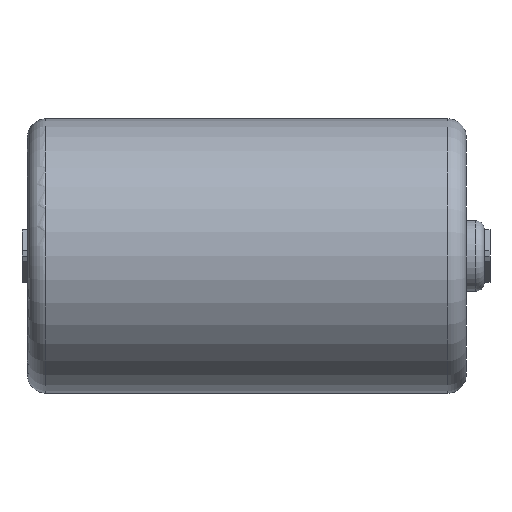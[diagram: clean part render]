
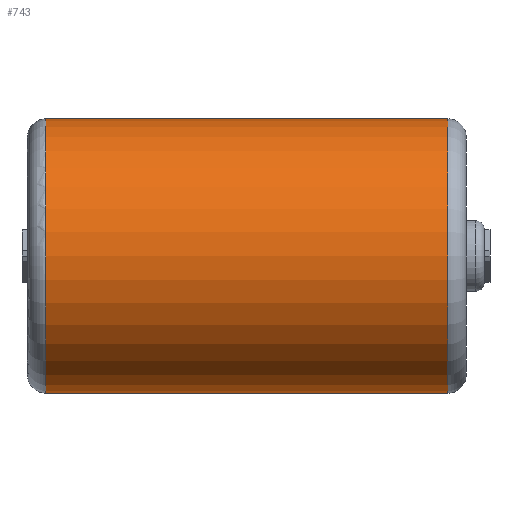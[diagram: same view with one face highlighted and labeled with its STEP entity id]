
A CAD part, front view. The second image highlights one B-rep face of the part: STEP entity #743.
In plain terms, the highlighted cylindrical face has radius 7.5 mm (diameter 15 mm), a partial arc.
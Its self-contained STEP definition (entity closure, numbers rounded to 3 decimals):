
#21 = EDGE_CURVE ( 'NONE', #909, #945, #1108, .T. ) ;
#33 = CIRCLE ( 'NONE', #747, 7.5 ) ;
#49 = LINE ( 'NONE', #1041, #534 ) ;
#55 = DIRECTION ( 'NONE',  ( 0., 0., 1. ) ) ;
#111 = VECTOR ( 'NONE', #1032, 1000. ) ;
#169 = ORIENTED_EDGE ( 'NONE', *, *, #550, .F. ) ;
#307 = ORIENTED_EDGE ( 'NONE', *, *, #574, .T. ) ;
#324 = DIRECTION ( 'NONE',  ( -1., 0., 0. ) ) ;
#340 = CARTESIAN_POINT ( 'NONE',  ( 24., 0., -7.5 ) ) ;
#420 = CARTESIAN_POINT ( 'NONE',  ( 23., 0., -7.5 ) ) ;
#438 = FACE_OUTER_BOUND ( 'NONE', #1096, .T. ) ;
#450 = CARTESIAN_POINT ( 'NONE',  ( 1., 0., 0. ) ) ;
#465 = DIRECTION ( 'NONE',  ( 0., 0., -1. ) ) ;
#484 = VERTEX_POINT ( 'NONE', #783 ) ;
#514 = CARTESIAN_POINT ( 'NONE',  ( 1., 0., -7.5 ) ) ;
#534 = VECTOR ( 'NONE', #324, 1000. ) ;
#550 = EDGE_CURVE ( 'NONE', #618, #945, #960, .T. ) ;
#574 = EDGE_CURVE ( 'NONE', #484, #909, #49, .T. ) ;
#618 = VERTEX_POINT ( 'NONE', #420 ) ;
#727 = ORIENTED_EDGE ( 'NONE', *, *, #867, .T. ) ;
#743 = ADVANCED_FACE ( 'NONE', ( #438 ), #1012, .T. ) ;
#747 = AXIS2_PLACEMENT_3D ( 'NONE', #1104, #1204, #786 ) ;
#760 = CARTESIAN_POINT ( 'NONE',  ( 24., 0., 0. ) ) ;
#783 = CARTESIAN_POINT ( 'NONE',  ( 23., 0., 7.5 ) ) ;
#786 = DIRECTION ( 'NONE',  ( 0., 0., -1. ) ) ;
#808 = AXIS2_PLACEMENT_3D ( 'NONE', #760, #1062, #55 ) ;
#822 = AXIS2_PLACEMENT_3D ( 'NONE', #450, #1166, #465 ) ;
#867 = EDGE_CURVE ( 'NONE', #618, #484, #33, .T. ) ;
#909 = VERTEX_POINT ( 'NONE', #1006 ) ;
#945 = VERTEX_POINT ( 'NONE', #514 ) ;
#960 = LINE ( 'NONE', #340, #111 ) ;
#1006 = CARTESIAN_POINT ( 'NONE',  ( 1., 0., 7.5 ) ) ;
#1012 = CYLINDRICAL_SURFACE ( 'NONE', #808, 7.5 ) ;
#1032 = DIRECTION ( 'NONE',  ( -1., 0., 0. ) ) ;
#1041 = CARTESIAN_POINT ( 'NONE',  ( 24., 0., 7.5 ) ) ;
#1062 = DIRECTION ( 'NONE',  ( -1., 0., 0. ) ) ;
#1096 = EDGE_LOOP ( 'NONE', ( #169, #727, #307, #1241 ) ) ;
#1104 = CARTESIAN_POINT ( 'NONE',  ( 23., 0., 0. ) ) ;
#1108 = CIRCLE ( 'NONE', #822, 7.5 ) ;
#1166 = DIRECTION ( 'NONE',  ( 1., 0., 0. ) ) ;
#1204 = DIRECTION ( 'NONE',  ( -1., 0., 0. ) ) ;
#1241 = ORIENTED_EDGE ( 'NONE', *, *, #21, .T. ) ;
